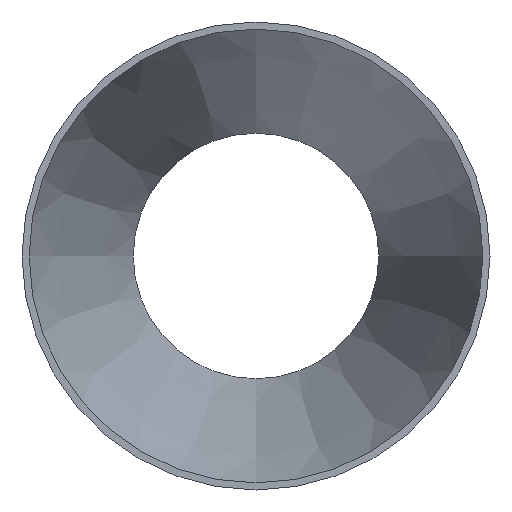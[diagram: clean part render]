
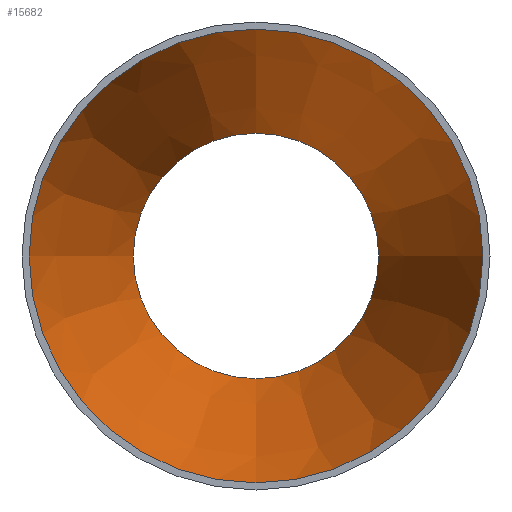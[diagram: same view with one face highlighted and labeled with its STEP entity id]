
A CAD part, front view. The second image highlights one B-rep face of the part: STEP entity #15682.
In plain terms, the highlighted conical face has half-angle 16.786 degrees and reference radius 99.867 mm.
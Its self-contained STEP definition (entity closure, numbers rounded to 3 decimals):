
#336 = DIRECTION ( 'NONE',  ( 0., 0., -1. ) ) ;
#2059 = EDGE_CURVE ( 'NONE', #9784, #9784, #8017, .T. ) ;
#2707 = CIRCLE ( 'NONE', #12854, 99.866 ) ;
#4081 = DIRECTION ( 'NONE',  ( 0., 0., -1. ) ) ;
#4865 = AXIS2_PLACEMENT_3D ( 'NONE', #16608, #29512, #19869 ) ;
#6418 = EDGE_CURVE ( 'NONE', #24121, #24121, #2707, .T. ) ;
#8017 = CIRCLE ( 'NONE', #15556, 54.016 ) ;
#8445 = CONICAL_SURFACE ( 'NONE', #4865, 99.866, 0.293 ) ;
#9784 = VERTEX_POINT ( 'NONE', #14486 ) ;
#10969 = ORIENTED_EDGE ( 'NONE', *, *, #2059, .F. ) ;
#12249 = EDGE_LOOP ( 'NONE', ( #10969 ) ) ;
#12499 = FACE_BOUND ( 'NONE', #12249, .T. ) ;
#12854 = AXIS2_PLACEMENT_3D ( 'NONE', #19420, #26705, #336 ) ;
#14486 = CARTESIAN_POINT ( 'NONE',  ( 0., 152., -54.016 ) ) ;
#15556 = AXIS2_PLACEMENT_3D ( 'NONE', #18603, #25420, #4081 ) ;
#15682 = ADVANCED_FACE ( 'NONE', ( #12499, #28617 ), #8445, .F. ) ;
#16608 = CARTESIAN_POINT ( 'NONE',  ( 0., 0., 0. ) ) ;
#18603 = CARTESIAN_POINT ( 'NONE',  ( 0., 152., 0. ) ) ;
#19420 = CARTESIAN_POINT ( 'NONE',  ( 0., 0., 0. ) ) ;
#19869 = DIRECTION ( 'NONE',  ( 0., 0., -1. ) ) ;
#20393 = ORIENTED_EDGE ( 'NONE', *, *, #6418, .T. ) ;
#24121 = VERTEX_POINT ( 'NONE', #26646 ) ;
#24188 = EDGE_LOOP ( 'NONE', ( #20393 ) ) ;
#25420 = DIRECTION ( 'NONE',  ( 0., -1., 0. ) ) ;
#26646 = CARTESIAN_POINT ( 'NONE',  ( 0., 0., -99.866 ) ) ;
#26705 = DIRECTION ( 'NONE',  ( 0., -1., 0. ) ) ;
#28617 = FACE_OUTER_BOUND ( 'NONE', #24188, .T. ) ;
#29512 = DIRECTION ( 'NONE',  ( 0., -1., 0. ) ) ;
